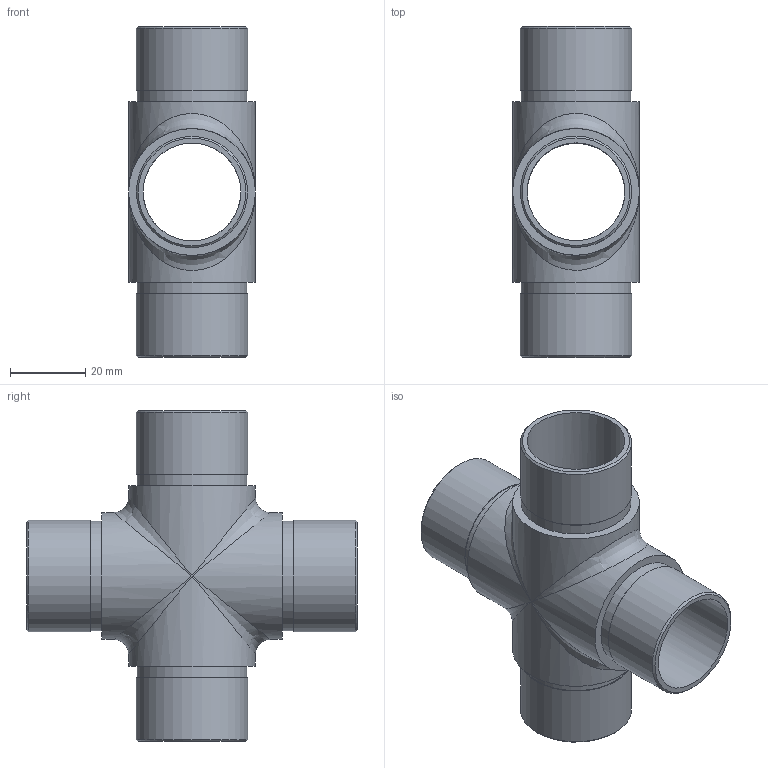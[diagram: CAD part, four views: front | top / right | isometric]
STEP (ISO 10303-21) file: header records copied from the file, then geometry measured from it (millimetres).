
FILE_DESCRIPTION (( 'STEP AP203' ), '1' );
FILE_NAME ('56186-320.step', '2020-03-03T10:44:44', ( '' ), ( '' ), 'SwSTEP 2.0', 'SolidWorks 2015', '' );
FILE_SCHEMA (( 'CONFIG_CONTROL_DESIGN' ));
Length unit declared in the file: millimetre
Products named in the file (2): 56186-320
Bounding box: 33.7 x 88 x 88 mm (x, y, z)
Volume: 33459.5 mm3; surface area: 26082.9 mm2
Topology: 1 solids, 1 shells, 266 faces, 691 edges, 450 vertices
Faces by surface type: bspline 124, plane 97, cylinder 41, cone 4
Full cylindrical faces by diameter (mm): 26 x4, 29.2 x4, 29.6 x4, 33.7 x4
Entity records: 13246 total; most frequent: CARTESIAN_POINT 7599, ORIENTED_EDGE 1310, DIRECTION 769, EDGE_CURVE 655, VERTEX_POINT 442, EDGE_LOOP 323, FACE_OUTER_BOUND 282, LINE 277
